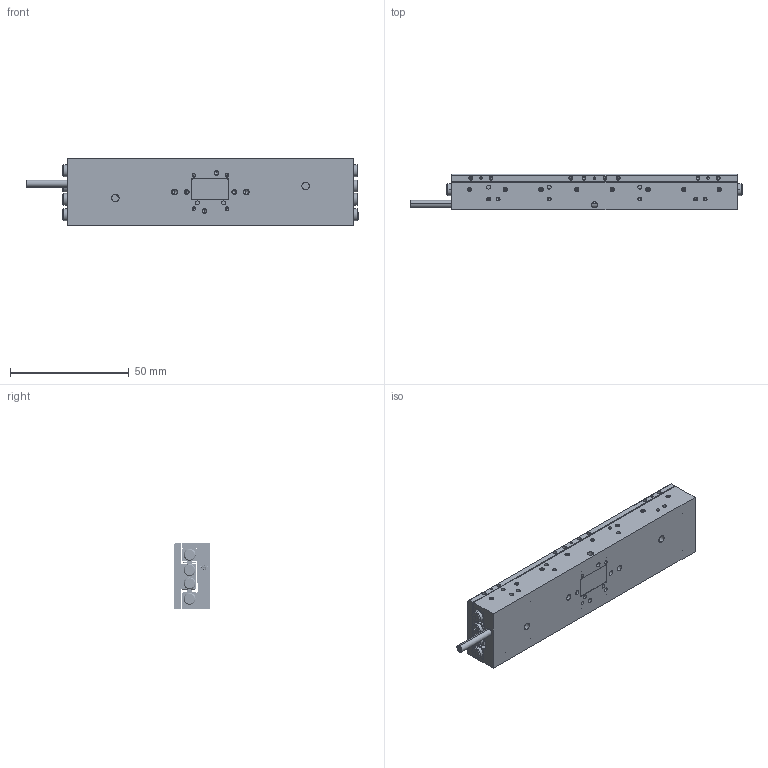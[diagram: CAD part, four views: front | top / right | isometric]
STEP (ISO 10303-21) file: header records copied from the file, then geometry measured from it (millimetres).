
FILE_DESCRIPTION (( 'STEP AP214' ), '1' );
FILE_NAME ('PPS-28-140X0.STEP', '2023-08-03T22:48:33', ( '' ), ( '' ), 'SwSTEP 2.0', 'SolidWorks 2023', '' );
FILE_SCHEMA (( 'AUTOMOTIVE_DESIGN' ));
Length unit declared in the file: millimetre
Products named in the file (12): Set Screw, Cup-H, E-ASME_E1-72 x 1''16; NB Slide Way SVW 2000 Rail_SVW 2120; NB Slide Way SVW 2000 Center Way_SVW 2120; SCREW, SHCS-F, M-DIN_M3 x 0.5 x 06mm; SCREW, MS-PPH, M-JCIS_M2.5 x 0.45 x 6mm; 130161 Bearing, NB, Slide Way, SVW 2000_SVW 2120-21Z (Rigid at Center); PPS-28-140X0; Cooner Black Cable_First Instance; PPS-28, Base, Master Part_L120mm, 2 Motors, No Ears ; PPS-28, Carriage, Master Part_120; NB Slide Way SVW 2000 Cage_SVW 2120-21Z; 430438 PPS 28, Back Cover, NJ8x13
Assembly tree (42 placements, depth 3):
  PPS-28-140X0
    PPS-28, Base, Master Part_L120mm, 2 Motors, No Ears 
    430438 PPS 28, Back Cover, NJ8x13
    Cooner Black Cable_First Instance
    PPS-28, Carriage, Master Part_120
    SCREW, SHCS-F, M-DIN_M3 x 0.5 x 06mm  x8
    130161 Bearing, NB, Slide Way, SVW 2000_SVW 2120-21Z (Rigid at Center)
      NB Slide Way SVW 2000 Rail_SVW 2120  x2
      NB Slide Way SVW 2000 Center Way_SVW 2120
      NB Slide Way SVW 2000 Cage_SVW 2120-21Z  x2
    SCREW, MS-PPH, M-JCIS_M2.5 x 0.45 x 6mm  x16
    Set Screw, Cup-H, E-ASME_E1-72 x 1''16  x8
Bounding box: 139.53 x 15 x 28 mm (x, y, z)
Volume: 43482.1 mm3; surface area: 42736.8 mm2
Topology: 54 solids, 54 shells, 2246 faces, 5393 edges, 3269 vertices
Faces by surface type: plane 868, cylinder 792, cone 466, torus 96, bspline 24
Entity records: 79617 total; most frequent: CARTESIAN_POINT 52278, DIRECTION 5944, ORIENTED_EDGE 5206, EDGE_CURVE 2603, AXIS2_PLACEMENT_3D 2299, VERTEX_POINT 1671, EDGE_LOOP 1440, LINE 1346
